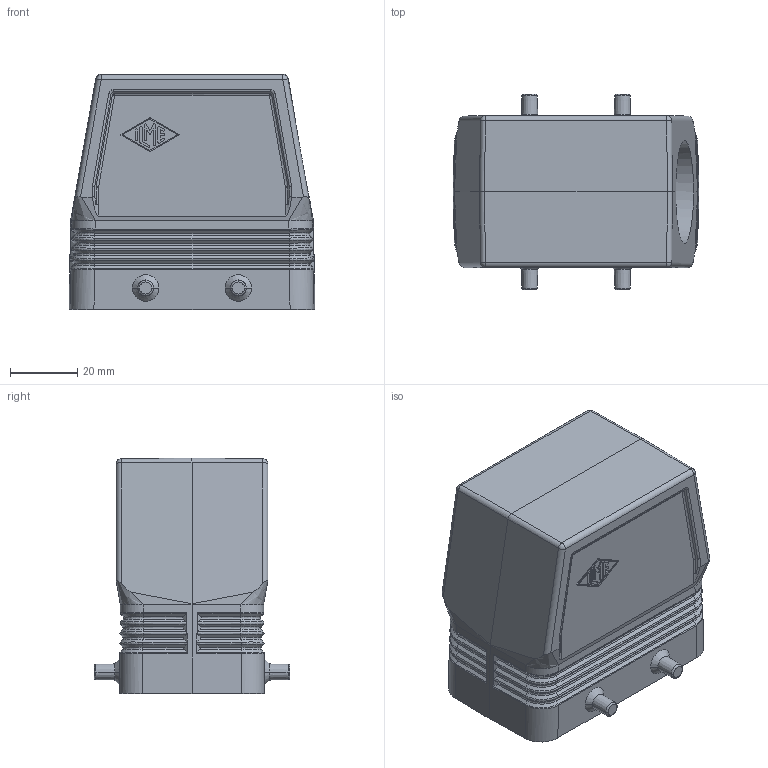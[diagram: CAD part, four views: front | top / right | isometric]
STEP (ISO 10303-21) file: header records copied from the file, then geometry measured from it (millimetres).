
FILE_DESCRIPTION(('Creo Elements/Direct Modeling STEP Export'),'2;1');
FILE_NAME('0ln7uvk5kpn3i7r4668','2022-09-19T14:14:17',(''),(''),'Creo Elements/Direct Modeling STEP processor for AP214 (Solid Model)','Creo Elements/Direct Modeling 20.1B 02-Apr-2019 (C) Parametric Technology GmbH','');
FILE_SCHEMA(('AUTOMOTIVE_DESIGN { 1 0 10303 214 1 1 1 1 }'));
Products named in the file (2): MFOR 10.32
Assembly tree (1 placements, depth 2):
  MFOR 10.32
    MFOR 10.32
Bounding box: 72.99 x 58 x 70 mm (x, y, z)
Volume: 66021 mm3; surface area: 32789.6 mm2
Topology: 1 solids, 1 shells, 498 faces, 1209 edges, 711 vertices
Faces by surface type: plane 171, cylinder 126, bspline 125, extrusion 30, cone 24, sphere 14, torus 8
Entity records: 45524 total; most frequent: CARTESIAN_POINT 31350, ORIENTED_EDGE 2390, DIRECTION 1670, EDGE_CURVE 1195, VERTEX_POINT 711, VECTOR 624, LINE 594, AXIS2_PLACEMENT_3D 523
